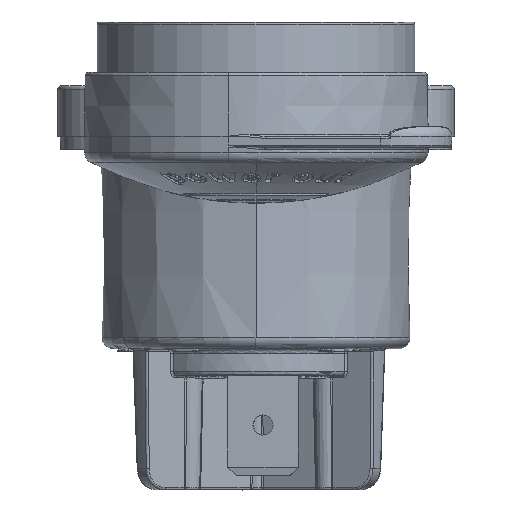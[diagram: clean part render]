
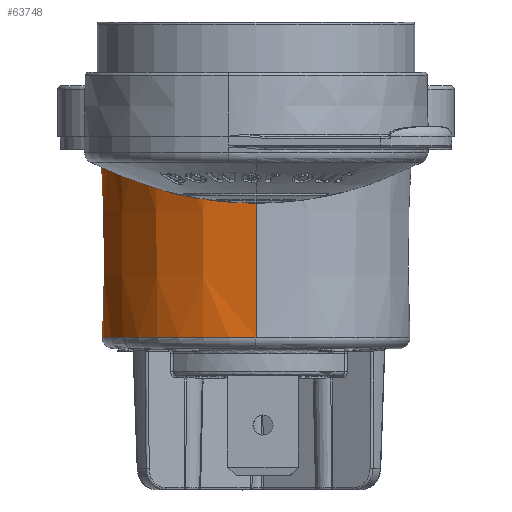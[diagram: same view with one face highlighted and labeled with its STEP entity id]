
A CAD part, front view. The second image highlights one B-rep face of the part: STEP entity #63748.
In plain terms, the highlighted conical face has half-angle 0.5 degrees and reference radius 13.827 mm.
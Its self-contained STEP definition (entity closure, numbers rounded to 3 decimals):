
#619=CARTESIAN_POINT('',(0.,0.,-1.2));
#620=DIRECTION('',(0.,0.,1.));
#621=DIRECTION('',(0.,1.,0.));
#622=AXIS2_PLACEMENT_3D('',#619,#620,#621);
#21200=CARTESIAN_POINT('',(0.,0.,-18.009));
#21201=DIRECTION('',(0.,0.,1.));
#21202=DIRECTION('',(0.,1.,0.));
#21203=AXIS2_PLACEMENT_3D('',#21200,#21201,#21202);
#21205=DIRECTION('',(0.,0.009,1.));
#21206=VECTOR('',#21205,16.809);
#21207=CARTESIAN_POINT('',(0.,13.753,
-18.009));
#21208=LINE('',#21207,#21206);
#21209=DIRECTION('',(0.,-0.009,1.));
#21210=VECTOR('',#21209,16.809);
#21211=CARTESIAN_POINT('',(0.,-13.753,
-18.009));
#21212=LINE('',#21211,#21210);
#30230=CARTESIAN_POINT('',(0.,-13.9,-1.2));
#30231=CARTESIAN_POINT('',(0.,13.9,-1.2));
#30232=VERTEX_POINT('',#30230);
#30233=VERTEX_POINT('',#30231);
#32348=CARTESIAN_POINT('',(0.,-13.753,-18.009));
#32349=CARTESIAN_POINT('',(0.,13.753,-18.009));
#32350=VERTEX_POINT('',#32348);
#32351=VERTEX_POINT('',#32349);
#63737=CARTESIAN_POINT('',(0.,0.,-9.604));
#63738=DIRECTION('',(0.,0.,1.));
#63739=DIRECTION('',(0.,1.,0.));
#63740=AXIS2_PLACEMENT_3D('',#63737,#63738,#63739);
#63741=CONICAL_SURFACE('',#63740,13.827,0.5);
#63742=ORIENTED_EDGE('',*,*,#62229,.F.);
#63743=ORIENTED_EDGE('',*,*,#46663,.T.);
#63744=ORIENTED_EDGE('',*,*,#35360,.T.);
#63745=ORIENTED_EDGE('',*,*,#46660,.F.);
#63746=EDGE_LOOP('',(#63742,#63743,#63744,#63745));
#63747=FACE_OUTER_BOUND('',#63746,.F.);
#63748=ADVANCED_FACE('',(#63747),#63741,.T.);
#623=CIRCLE('',#622,13.9);
#21204=CIRCLE('',#21203,13.753);
#35360=EDGE_CURVE('',#30233,#30232,#623,.T.);
#46660=EDGE_CURVE('',#32350,#30232,#21212,.T.);
#46663=EDGE_CURVE('',#32351,#30233,#21208,.T.);
#62229=EDGE_CURVE('',#32351,#32350,#21204,.T.);
